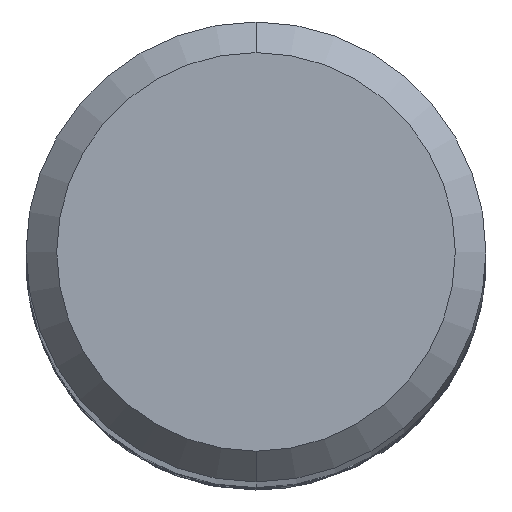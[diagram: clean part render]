
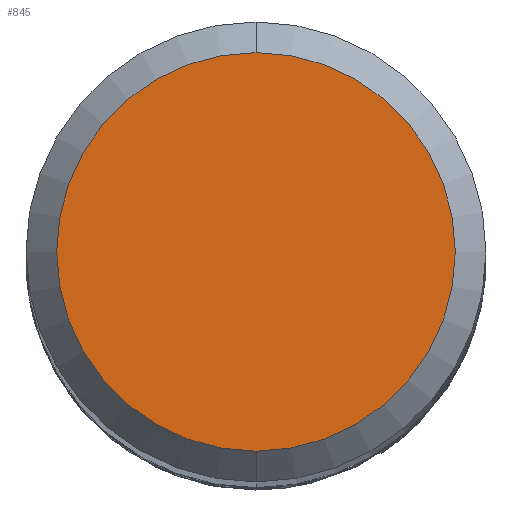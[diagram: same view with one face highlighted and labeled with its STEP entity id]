
A CAD part, top view. The second image highlights one B-rep face of the part: STEP entity #845.
In plain terms, the highlighted planar face has unit normal (0, 0, 1).
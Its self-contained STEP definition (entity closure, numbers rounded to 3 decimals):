
#631=VERTEX_POINT('',#1591);
#711=EDGE_CURVE('',#631,#1035,#1679,.T.);
#803=EDGE_CURVE('',#1035,#631,#1783,.T.);
#845=ADVANCED_FACE('',(#1828),#1829,.T.);
#1035=VERTEX_POINT('',#2036);
#1591=CARTESIAN_POINT('',(0.0,2.6,0.0));
#1679=CIRCLE('',#5539,2.6);
#1783=CIRCLE('',#6905,2.6);
#1828=FACE_OUTER_BOUND('',#7110,.T.);
#1829=PLANE('',#7111);
#2036=CARTESIAN_POINT('',(0.,-2.6,0.0));
#5539=AXIS2_PLACEMENT_3D('',#14760,#14761,#14762);
#6905=AXIS2_PLACEMENT_3D('',#14886,#14887,#14888);
#7110=EDGE_LOOP('',(#14921,#14922));
#7111=AXIS2_PLACEMENT_3D('',#14923,#14924,#14925);
#14760=CARTESIAN_POINT('',(0.0,0.0,0.0));
#14761=DIRECTION('',(0.0,0.0,-1.0));
#14762=DIRECTION('',(0.0,1.0,0.0));
#14886=CARTESIAN_POINT('',(0.0,0.0,0.0));
#14887=DIRECTION('',(0.0,0.0,-1.0));
#14888=DIRECTION('',(0.0,1.0,0.0));
#14921=ORIENTED_EDGE('',*,*,#711,.F.);
#14922=ORIENTED_EDGE('',*,*,#803,.F.);
#14923=CARTESIAN_POINT('',(0.0,1.3,0.0));
#14924=DIRECTION('',(-0.0,0.0,1.0));
#14925=DIRECTION('',(0.0,-1.0,0.0));
